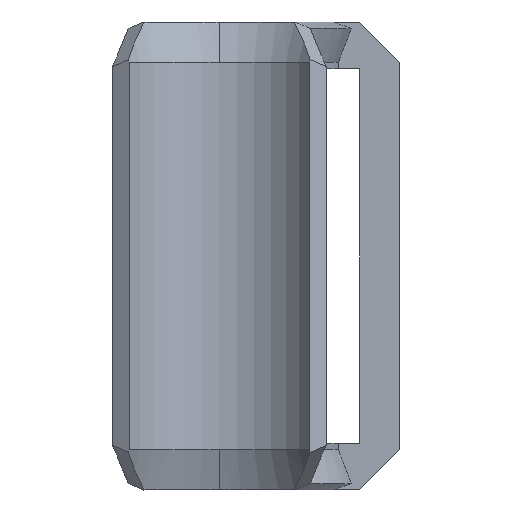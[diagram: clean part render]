
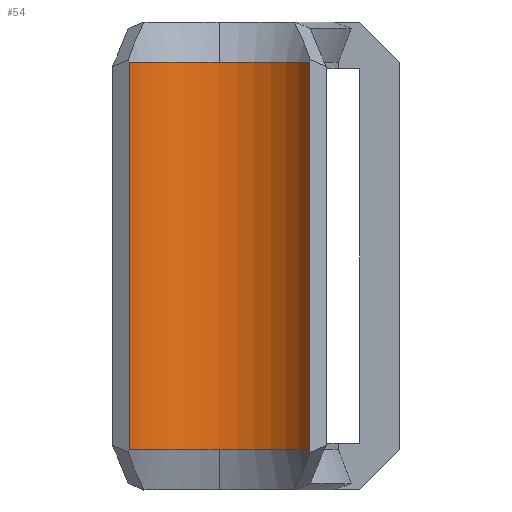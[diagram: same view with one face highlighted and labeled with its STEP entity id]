
A CAD part, front view. The second image highlights one B-rep face of the part: STEP entity #54.
In plain terms, the highlighted free-form (B-spline) face has degree [1, 2] with [2, 9] control points.
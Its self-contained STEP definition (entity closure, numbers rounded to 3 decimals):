
#54=ADVANCED_FACE('',(#123),#1043,.T.);
#123=FACE_OUTER_BOUND('',#192,.T.);
#192=EDGE_LOOP('',(#431,#432,#433,#434,#435,#436));
#431=ORIENTED_EDGE('',*,*,#666,.T.);
#432=ORIENTED_EDGE('',*,*,#671,.T.);
#433=ORIENTED_EDGE('',*,*,#668,.T.);
#434=ORIENTED_EDGE('',*,*,#669,.F.);
#435=ORIENTED_EDGE('',*,*,#670,.F.);
#436=ORIENTED_EDGE('',*,*,#667,.T.);
#666=EDGE_CURVE('',#965,#966,#849,.T.);
#667=EDGE_CURVE('',#967,#965,#752,.T.);
#668=EDGE_CURVE('',#968,#969,#753,.T.);
#669=EDGE_CURVE('',#970,#969,#850,.T.);
#670=EDGE_CURVE('',#967,#970,#754,.T.);
#671=EDGE_CURVE('',#966,#968,#755,.T.);
#752=(
BOUNDED_CURVE()
B_SPLINE_CURVE(2,(#3265,#3266,#3267),.UNSPECIFIED.,.F.,.F.)
B_SPLINE_CURVE_WITH_KNOTS((3,3),(-8.027,0.),.UNSPECIFIED.)
CURVE()
GEOMETRIC_REPRESENTATION_ITEM()
RATIONAL_B_SPLINE_CURVE((1.,0.877,1.))
REPRESENTATION_ITEM('')
);
#753=(
BOUNDED_CURVE()
B_SPLINE_CURVE(2,(#3268,#3269,#3270),.UNSPECIFIED.,.F.,.F.)
B_SPLINE_CURVE_WITH_KNOTS((3,3),(0.,8.027),.UNSPECIFIED.)
CURVE()
GEOMETRIC_REPRESENTATION_ITEM()
RATIONAL_B_SPLINE_CURVE((1.,0.877,1.))
REPRESENTATION_ITEM('')
);
#754=(
BOUNDED_CURVE()
B_SPLINE_CURVE(2,(#3273,#3274,#3275),.UNSPECIFIED.,.F.,.F.)
B_SPLINE_CURVE_WITH_KNOTS((3,3),(0.,8.027),.UNSPECIFIED.)
CURVE()
GEOMETRIC_REPRESENTATION_ITEM()
RATIONAL_B_SPLINE_CURVE((1.,0.877,1.))
REPRESENTATION_ITEM('')
);
#755=(
BOUNDED_CURVE()
B_SPLINE_CURVE(2,(#3276,#3277,#3278),.UNSPECIFIED.,.F.,.F.)
B_SPLINE_CURVE_WITH_KNOTS((3,3),(0.,8.027),.UNSPECIFIED.)
CURVE()
GEOMETRIC_REPRESENTATION_ITEM()
RATIONAL_B_SPLINE_CURVE((1.,0.877,1.))
REPRESENTATION_ITEM('')
);
#849=B_SPLINE_CURVE_WITH_KNOTS('',1,(#3263,#3264),.UNSPECIFIED.,.F.,.F.,
(2,2),(-29.,0.),.UNSPECIFIED.);
#850=B_SPLINE_CURVE_WITH_KNOTS('',1,(#3271,#3272),.UNSPECIFIED.,.F.,.F.,
(2,2),(-29.,0.),.UNSPECIFIED.);
#965=VERTEX_POINT('',#2877);
#966=VERTEX_POINT('',#2878);
#967=VERTEX_POINT('',#2879);
#968=VERTEX_POINT('',#2880);
#969=VERTEX_POINT('',#2881);
#970=VERTEX_POINT('',#2882);
#1043=(
BOUNDED_SURFACE()
B_SPLINE_SURFACE(1,2,((#2327,#2328,#2329,#2330,#2331,#2332,#2333,#2334,
#2335),(#2336,#2337,#2338,#2339,#2340,#2341,#2342,#2343,#2344)),
 .UNSPECIFIED.,.F.,.F.,.F.)
B_SPLINE_SURFACE_WITH_KNOTS((2,2),(3,2,2,2,3),(0.,34.802),(0.,1.571,
3.142,4.712,6.283),.UNSPECIFIED.)
GEOMETRIC_REPRESENTATION_ITEM()
RATIONAL_B_SPLINE_SURFACE(((1.,0.707,1.,0.707,1.,
0.707,1.,0.707,1.),(1.,0.707,1.,0.707,
1.,0.707,1.,0.707,1.)))
REPRESENTATION_ITEM('')
SURFACE()
);
#2327=CARTESIAN_POINT('',(8.,-10.7,-31.901));
#2328=CARTESIAN_POINT('',(8.,-2.7,-31.901));
#2329=CARTESIAN_POINT('',(0.,-2.7,-31.901));
#2330=CARTESIAN_POINT('',(-8.,-2.7,-31.901));
#2331=CARTESIAN_POINT('',(-8.,-10.7,-31.901));
#2332=CARTESIAN_POINT('',(-8.,-18.7,-31.901));
#2333=CARTESIAN_POINT('',(0.,-18.7,-31.901));
#2334=CARTESIAN_POINT('',(8.,-18.7,-31.901));
#2335=CARTESIAN_POINT('',(8.,-10.7,-31.901));
#2336=CARTESIAN_POINT('',(8.,-10.7,2.901));
#2337=CARTESIAN_POINT('',(8.,-2.7,2.901));
#2338=CARTESIAN_POINT('',(0.,-2.7,2.901));
#2339=CARTESIAN_POINT('',(-8.,-2.7,2.901));
#2340=CARTESIAN_POINT('',(-8.,-10.7,2.901));
#2341=CARTESIAN_POINT('',(-8.,-18.7,2.901));
#2342=CARTESIAN_POINT('',(0.,-18.7,2.901));
#2343=CARTESIAN_POINT('',(8.,-18.7,2.901));
#2344=CARTESIAN_POINT('',(8.,-10.7,2.901));
#2877=CARTESIAN_POINT('',(6.746,-6.4,-29.));
#2878=CARTESIAN_POINT('',(6.746,-6.4,0.));
#2879=CARTESIAN_POINT('',(0.,-2.7,-29.));
#2880=CARTESIAN_POINT('',(0.,-2.7,0.));
#2881=CARTESIAN_POINT('',(-6.746,-6.4,0.));
#2882=CARTESIAN_POINT('',(-6.746,-6.4,-29.));
#3263=CARTESIAN_POINT('',(6.746,-6.4,-29.));
#3264=CARTESIAN_POINT('',(6.746,-6.4,0.));
#3265=CARTESIAN_POINT('',(0.,-2.7,-29.));
#3266=CARTESIAN_POINT('',(4.388,-2.7,-29.));
#3267=CARTESIAN_POINT('',(6.746,-6.4,-29.));
#3268=CARTESIAN_POINT('',(0.,-2.7,0.));
#3269=CARTESIAN_POINT('',(-4.388,-2.7,0.));
#3270=CARTESIAN_POINT('',(-6.746,-6.4,0.));
#3271=CARTESIAN_POINT('',(-6.746,-6.4,-29.));
#3272=CARTESIAN_POINT('',(-6.746,-6.4,0.));
#3273=CARTESIAN_POINT('',(0.,-2.7,-29.));
#3274=CARTESIAN_POINT('',(-4.388,-2.7,-29.));
#3275=CARTESIAN_POINT('',(-6.746,-6.4,-29.));
#3276=CARTESIAN_POINT('',(6.746,-6.4,0.));
#3277=CARTESIAN_POINT('',(4.388,-2.7,0.));
#3278=CARTESIAN_POINT('',(0.,-2.7,0.));
